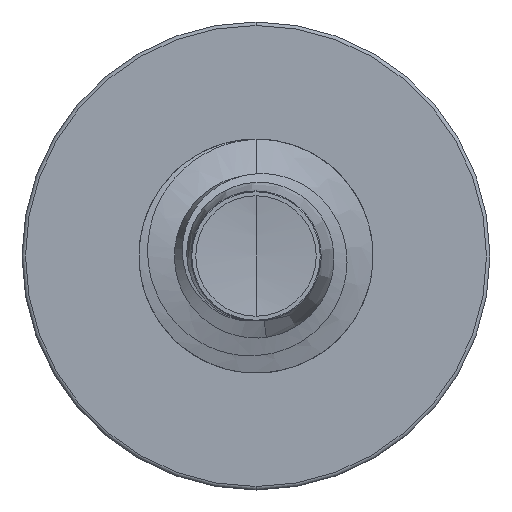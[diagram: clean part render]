
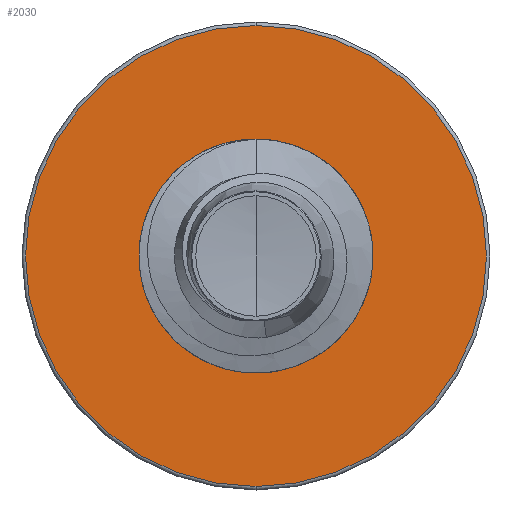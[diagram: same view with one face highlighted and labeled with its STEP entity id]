
A CAD part, front view. The second image highlights one B-rep face of the part: STEP entity #2030.
In plain terms, the highlighted planar face has unit normal (0, -1, 0).
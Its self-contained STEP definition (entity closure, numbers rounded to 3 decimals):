
#443 = ORIENTED_EDGE ( 'NONE', *, *, #3803, .F. ) ;
#694 = DIRECTION ( 'NONE',  ( 0., 1., 0. ) ) ;
#717 = DIRECTION ( 'NONE',  ( 0., 0., 1. ) ) ;
#767 = CARTESIAN_POINT ( 'NONE',  ( 0., 6.5, 0. ) ) ;
#862 = AXIS2_PLACEMENT_3D ( 'NONE', #3856, #9884, #4720 ) ;
#952 = AXIS2_PLACEMENT_3D ( 'NONE', #11189, #6018, #717 ) ;
#1671 = DIRECTION ( 'NONE',  ( 0., 0., 1. ) ) ;
#2030 = ADVANCED_FACE ( 'NONE', ( #6370, #6367 ), #7102, .F. ) ;
#2251 = EDGE_CURVE ( 'NONE', #5858, #7901, #6905, .T. ) ;
#2386 = CARTESIAN_POINT ( 'NONE',  ( 0., 6.5, -1.412 ) ) ;
#2562 = DIRECTION ( 'NONE',  ( 0., 1., 0. ) ) ;
#2595 = CARTESIAN_POINT ( 'NONE',  ( 0., 6.5, 1.412 ) ) ;
#3517 = CARTESIAN_POINT ( 'NONE',  ( 0., 6.5, 0. ) ) ;
#3552 = ORIENTED_EDGE ( 'NONE', *, *, #11336, .F. ) ;
#3803 = EDGE_CURVE ( 'NONE', #5761, #4792, #10689, .T. ) ;
#3856 = CARTESIAN_POINT ( 'NONE',  ( 0., 6.5, 0. ) ) ;
#4140 = AXIS2_PLACEMENT_3D ( 'NONE', #3517, #9571, #4419 ) ;
#4419 = DIRECTION ( 'NONE',  ( 0., 0., 1. ) ) ;
#4502 = EDGE_LOOP ( 'NONE', ( #10585, #10884 ) ) ;
#4720 = DIRECTION ( 'NONE',  ( 0., 0., 1. ) ) ;
#4792 = VERTEX_POINT ( 'NONE', #6810 ) ;
#5180 = CARTESIAN_POINT ( 'NONE',  ( 0., 6.5, 2.955 ) ) ;
#5567 = AXIS2_PLACEMENT_3D ( 'NONE', #5825, #2562, #6152 ) ;
#5761 = VERTEX_POINT ( 'NONE', #5180 ) ;
#5825 = CARTESIAN_POINT ( 'NONE',  ( 0., 6.5, -1.412 ) ) ;
#5858 = VERTEX_POINT ( 'NONE', #2595 ) ;
#6018 = DIRECTION ( 'NONE',  ( 0., 1., 0. ) ) ;
#6152 = DIRECTION ( 'NONE',  ( 0., 0., 1. ) ) ;
#6363 = EDGE_CURVE ( 'NONE', #7901, #5858, #7354, .T. ) ;
#6367 = FACE_BOUND ( 'NONE', #4502, .T. ) ;
#6370 = FACE_OUTER_BOUND ( 'NONE', #9961, .T. ) ;
#6810 = CARTESIAN_POINT ( 'NONE',  ( 0., 6.5, -2.955 ) ) ;
#6905 = CIRCLE ( 'NONE', #8462, 1.412 ) ;
#7102 = PLANE ( 'NONE',  #5567 ) ;
#7354 = CIRCLE ( 'NONE', #4140, 1.412 ) ;
#7901 = VERTEX_POINT ( 'NONE', #2386 ) ;
#8462 = AXIS2_PLACEMENT_3D ( 'NONE', #767, #694, #1671 ) ;
#9571 = DIRECTION ( 'NONE',  ( 0., 1., 0. ) ) ;
#9884 = DIRECTION ( 'NONE',  ( 0., 1., 0. ) ) ;
#9961 = EDGE_LOOP ( 'NONE', ( #443, #3552 ) ) ;
#10585 = ORIENTED_EDGE ( 'NONE', *, *, #2251, .T. ) ;
#10689 = CIRCLE ( 'NONE', #952, 2.955 ) ;
#10884 = ORIENTED_EDGE ( 'NONE', *, *, #6363, .T. ) ;
#11189 = CARTESIAN_POINT ( 'NONE',  ( 0., 6.5, 0. ) ) ;
#11244 = CIRCLE ( 'NONE', #862, 2.955 ) ;
#11336 = EDGE_CURVE ( 'NONE', #4792, #5761, #11244, .T. ) ;
